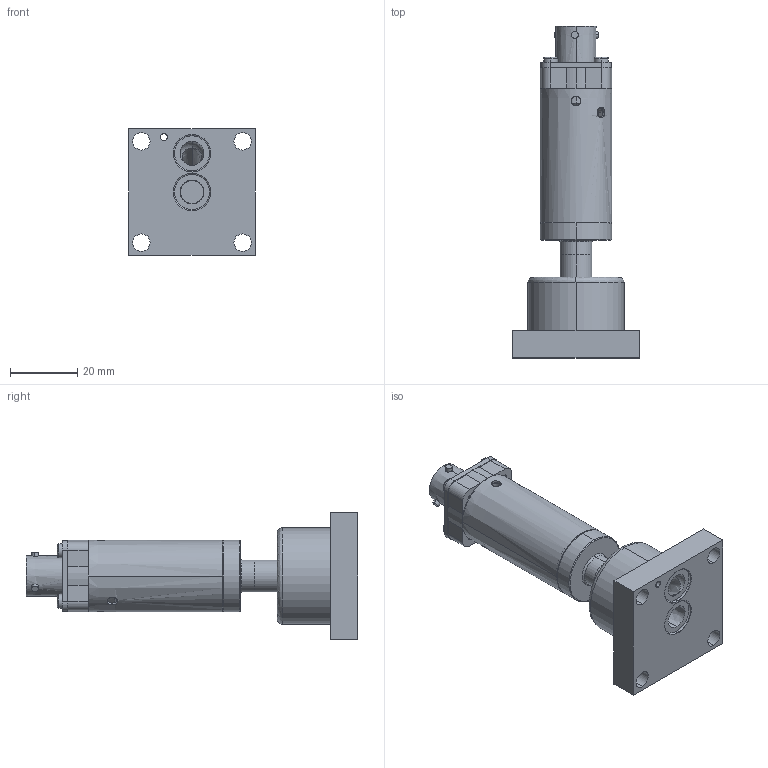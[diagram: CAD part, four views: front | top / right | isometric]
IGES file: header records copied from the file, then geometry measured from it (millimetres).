
Start section: SolidWorks IGES file using analytic representation for surfaces
Global section: file name: GFD-B-CH-L.IGS; native system: SolidWorks 2019; preprocessor: SolidWorks 2019; author: CFehr; date: 200416.142650; units: inch
Bounding box: 37.85 x 99.06 x 37.85 mm (x, y, z)
Volume: 30833.9 mm3; surface area: 19578.3 mm2
Topology: 10 solids, 10 shells, 427 faces, 1042 edges, 665 vertices
Faces by surface type: revolution 254, plane 163, bspline 10
